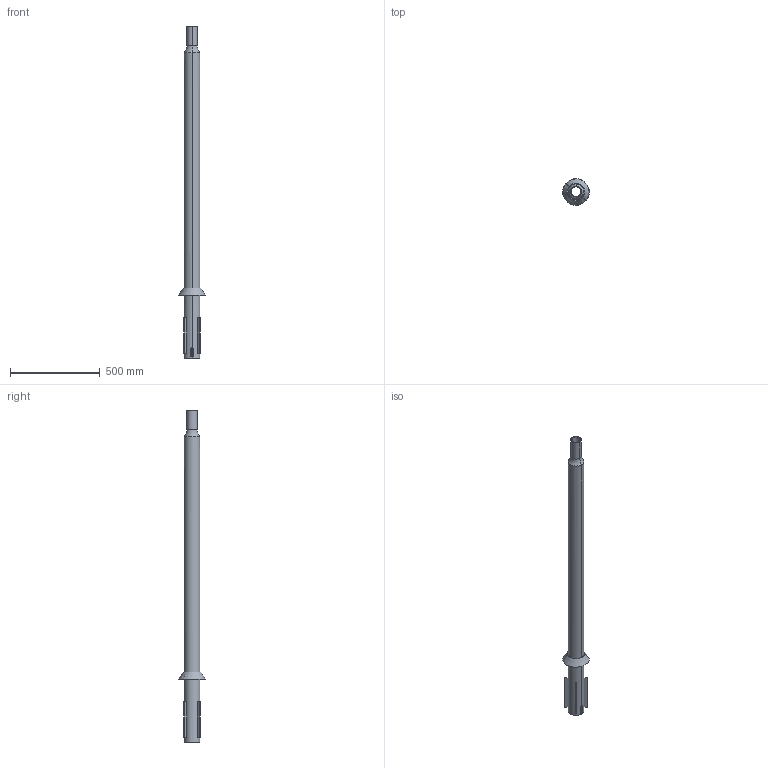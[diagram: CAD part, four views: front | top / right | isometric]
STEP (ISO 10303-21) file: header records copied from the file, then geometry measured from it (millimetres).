
FILE_DESCRIPTION (( 'STEP AP214' ), '1' );
FILE_NAME ('130320KXXX S200CO 4608289 S-OLAKEVARSI_3D.step', '2022-05-28T14:37:41', ( '' ), ( '' ), 'SwSTEP 2.0', 'SolidWorks 2021', '' );
FILE_SCHEMA (( 'AUTOMOTIVE_DESIGN' ));
Length unit declared in the file: millimetre
Products named in the file (4): 130320KXXX S200CO 4608289 S-OLAKEVARSI_3D; SOVITERENGAS OLAKEVARSI_SOVITERENGAS D89-D139; S-OLAKEVARREN AIHIO_S200CO; OLAKEVARREN LATTA_LATTA 3X20X200
Assembly tree (6 placements, depth 2):
  130320KXXX S200CO 4608289 S-OLAKEVARSI_3D
    S-OLAKEVARREN AIHIO_S200CO
    SOVITERENGAS OLAKEVARSI_SOVITERENGAS D89-D139
    OLAKEVARREN LATTA_LATTA 3X20X200  x4
Bounding box: 147.97 x 147.97 x 1850 mm (x, y, z)
Volume: 1658546.6 mm3; surface area: 1049768.8 mm2
Topology: 6 solids, 6 shells, 70 faces, 156 edges, 96 vertices
Faces by surface type: plane 32, cylinder 20, cone 10, torus 6, bspline 2
Entity records: 2064 total; most frequent: CARTESIAN_POINT 683, DIRECTION 288, ORIENTED_EDGE 240, EDGE_CURVE 120, AXIS2_PLACEMENT_3D 115, VERTEX_POINT 72, VECTOR 58, LINE 58
